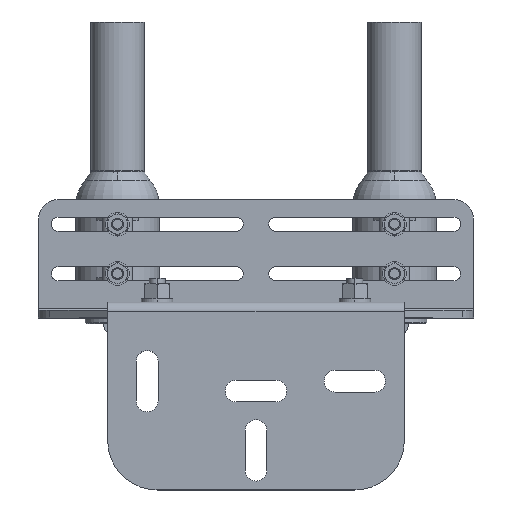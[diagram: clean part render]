
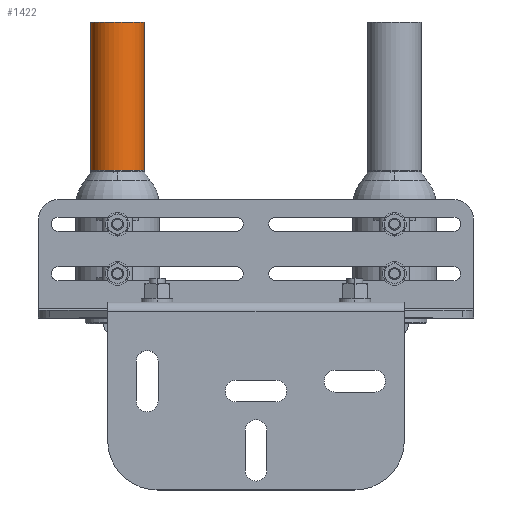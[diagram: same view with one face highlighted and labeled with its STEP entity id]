
A CAD part, top view. The second image highlights one B-rep face of the part: STEP entity #1422.
In plain terms, the highlighted cylindrical face has radius 13.45 mm (diameter 26.9 mm), a partial arc.
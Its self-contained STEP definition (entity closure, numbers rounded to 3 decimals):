
#1300 = ORIENTED_EDGE ( 'NONE', *, *, #1309, .T. ) ;
#1301 = EDGE_CURVE ( 'NONE', #1373, #1467, #7962, .T. ) ;
#1309 = EDGE_CURVE ( 'NONE', #1467, #1492, #7937, .T. ) ;
#1331 = EDGE_CURVE ( 'NONE', #1393, #1373, #8034, .T. ) ;
#1355 = EDGE_LOOP ( 'NONE', ( #1366, #1367, #1368, #1300, #1414 ) ) ;
#1366 = ORIENTED_EDGE ( 'NONE', *, *, #1406, .F. ) ;
#1367 = ORIENTED_EDGE ( 'NONE', *, *, #1331, .T. ) ;
#1368 = ORIENTED_EDGE ( 'NONE', *, *, #1301, .T. ) ;
#1373 = VERTEX_POINT ( 'NONE', #8705 ) ;
#1393 = VERTEX_POINT ( 'NONE', #8694 ) ;
#1406 = EDGE_CURVE ( 'NONE', #1393, #1473, #8909, .T. ) ;
#1414 = ORIENTED_EDGE ( 'NONE', *, *, #1421, .F. ) ;
#1421 = EDGE_CURVE ( 'NONE', #1473, #1492, #9100, .T. ) ;
#1422 = ADVANCED_FACE ( 'NONE', ( #9101 ), #9022, .T. ) ;
#1467 = VERTEX_POINT ( 'NONE', #9241 ) ;
#1473 = VERTEX_POINT ( 'NONE', #9295 ) ;
#1492 = VERTEX_POINT ( 'NONE', #9916 ) ;
#7934 = DIRECTION ( 'NONE',  ( 0., 1., 0. ) ) ;
#7935 = VECTOR ( 'NONE', #7934, 1000. ) ;
#7936 = CARTESIAN_POINT ( 'NONE',  ( -56.679, 152.289, -104.737 ) ) ;
#7937 = LINE ( 'NONE', #7936, #7935 ) ;
#7958 = DIRECTION ( 'NONE',  ( 0.991, 0., 0.134 ) ) ;
#7959 = DIRECTION ( 'NONE',  ( 0., 1., 0. ) ) ;
#7960 = CARTESIAN_POINT ( 'NONE',  ( -70.008, 66.756, -106.544 ) ) ;
#7961 = AXIS2_PLACEMENT_3D ( 'NONE', #7960, #7959, #7958 ) ;
#7962 = CIRCLE ( 'NONE', #7961, 13.45 ) ;
#7992 = DIRECTION ( 'NONE',  ( 0.991, 0., 0.134 ) ) ;
#7993 = DIRECTION ( 'NONE',  ( 0., 1., 0. ) ) ;
#7994 = CARTESIAN_POINT ( 'NONE',  ( -70.008, 66.756, -106.544 ) ) ;
#7995 = AXIS2_PLACEMENT_3D ( 'NONE', #7994, #7993, #7992 ) ;
#8034 = CIRCLE ( 'NONE', #7995, 13.45 ) ;
#8694 = CARTESIAN_POINT ( 'NONE',  ( -83.336, 66.756, -108.351 ) ) ;
#8705 = CARTESIAN_POINT ( 'NONE',  ( -71.814, 66.756, -93.216 ) ) ;
#8909 = LINE ( 'NONE', #8970, #8969 ) ;
#8968 = DIRECTION ( 'NONE',  ( 0., 1., 0. ) ) ;
#8969 = VECTOR ( 'NONE', #8968, 1000. ) ;
#8970 = CARTESIAN_POINT ( 'NONE',  ( -83.336, 152.289, -108.351 ) ) ;
#9020 = CARTESIAN_POINT ( 'NONE',  ( -70.008, 152.289, -106.544 ) ) ;
#9021 = AXIS2_PLACEMENT_3D ( 'NONE', #9020, #9158, #9157 ) ;
#9022 = CYLINDRICAL_SURFACE ( 'NONE', #9021, 13.45 ) ;
#9100 = CIRCLE ( 'NONE', #9143, 13.45 ) ;
#9101 = FACE_OUTER_BOUND ( 'NONE', #1355, .T. ) ;
#9140 = DIRECTION ( 'NONE',  ( 0.991, 0., 0.134 ) ) ;
#9141 = DIRECTION ( 'NONE',  ( 0., 1., 0. ) ) ;
#9142 = CARTESIAN_POINT ( 'NONE',  ( -70.008, 141.756, -106.544 ) ) ;
#9143 = AXIS2_PLACEMENT_3D ( 'NONE', #9142, #9141, #9140 ) ;
#9157 = DIRECTION ( 'NONE',  ( 0.991, 0., 0.134 ) ) ;
#9158 = DIRECTION ( 'NONE',  ( 0., 1., 0. ) ) ;
#9241 = CARTESIAN_POINT ( 'NONE',  ( -56.679, 66.756, -104.737 ) ) ;
#9295 = CARTESIAN_POINT ( 'NONE',  ( -83.336, 141.756, -108.351 ) ) ;
#9916 = CARTESIAN_POINT ( 'NONE',  ( -56.679, 141.756, -104.737 ) ) ;
